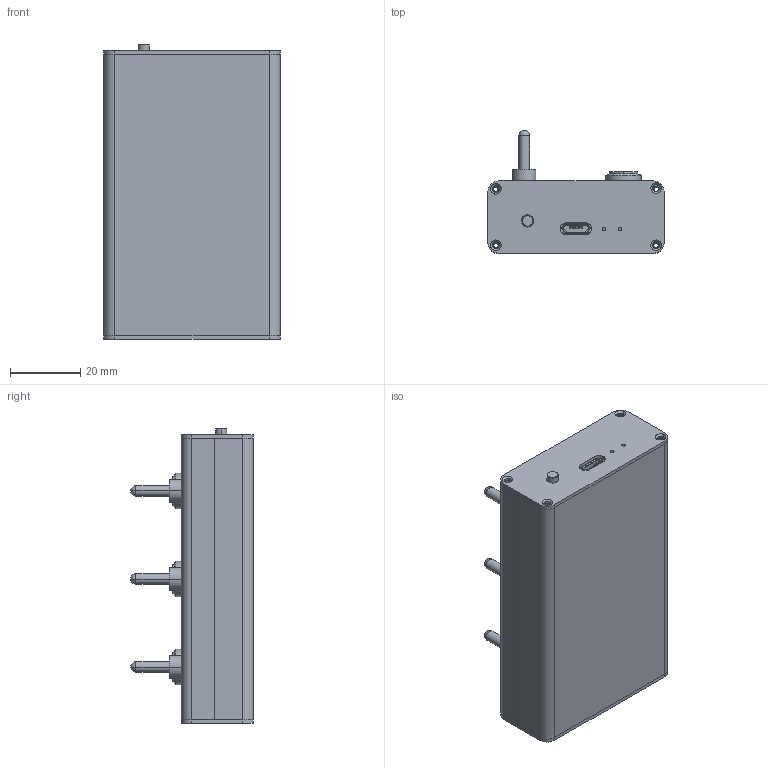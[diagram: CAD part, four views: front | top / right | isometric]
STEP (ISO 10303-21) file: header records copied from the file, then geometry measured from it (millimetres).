
FILE_DESCRIPTION (( 'STEP AP214' ), '1' );
FILE_NAME ('Switchbox_assy.STEP', '2021-05-23T09:29:48', ( '' ), ( '' ), 'SwSTEP 2.0', 'SolidWorks 2021', '' );
FILE_SCHEMA (( 'AUTOMOTIVE_DESIGN' ));
Length unit declared in the file: millimetre
Products named in the file (35): 3,5mmjack_MultiComp; SOLID-10; SOLID-0; SOLID-2; ringM8; case; JST_PH_S2B-PH-K_1x02_P2.00mm_Horizontal; LED_0805_2012Metric; toggle-switch; C_0603_1608Metric; SOLID-8; R_0603_1608Metric; SOLID-4; QFN-32-1EP_4x4mm_P0.4mm_EP2.65x2.65mm; Crystal_SMD_0603-4Pin_6.0x3.5mm; SOLID-9; case-lid-usb; SOLID-3; SOLID-1; SOLID-7; D_SOD-323; COMPOUND; ledTruckv1.1_new; SOLID-11; SW_Tactile_SPST_Angled_PTS645Vx58-2LFS; C_0805_2012Metric; USB_Micro-B_Molex_47346-0001; SOT-23; SOLID-6; SOLID-5; PCB-assembly_v1.1; Switchbox_assy; SOT-23-5; top-case; case-lid
Assembly tree (74 placements, depth 5):
  Switchbox_assy
    case
    top-case
    case-lid
    case-lid-usb
    ringM8  x3
    PCB-assembly_v1.1
      toggle-switch  x3
      3,5mmjack_MultiComp  x3
      ledTruckv1.1_new
        R_0603_1608Metric  x21
          SOLID-0
        SW_Tactile_SPST_Angled_PTS645Vx58-2LFS
          SOLID-1
        SOT-23  x4
          SOLID-2
        D_SOD-323
          SOLID-3
        C_0603_1608Metric  x7
          SOLID-4
        SOT-23-5  x2
          SOLID-5
        JST_PH_S2B-PH-K_1x02_P2.00mm_Horizontal
          SOLID-6
        C_0805_2012Metric  x4
          SOLID-7
        LED_0805_2012Metric  x2
          SOLID-8
        QFN-32-1EP_4x4mm_P0.4mm_EP2.65x2.65mm
          SOLID-9
        USB_Micro-B_Molex_47346-0001
          SOLID-10
        Crystal_SMD_0603-4Pin_6.0x3.5mm
          SOLID-11
        COMPOUND
Bounding box: 50 x 34.9 x 83.71 mm (x, y, z)
Volume: 33255.5 mm3; surface area: 45328.4 mm2
Topology: 84 solids, 84 shells, 3253 faces, 8590 edges, 5509 vertices
Faces by surface type: plane 2150, cylinder 993, sphere 42, torus 38, cone 30
Entity records: 62433 total; most frequent: CARTESIAN_POINT 11162, DIRECTION 10368, ORIENTED_EDGE 10356, EDGE_CURVE 5178, LINE 3850, VECTOR 3850, VERTEX_POINT 3353, AXIS2_PLACEMENT_3D 3259
